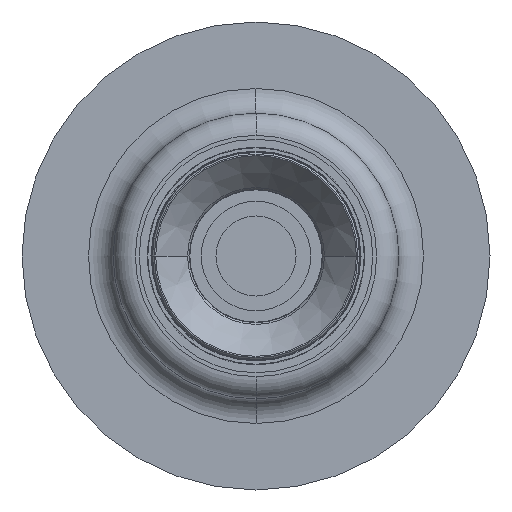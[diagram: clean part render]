
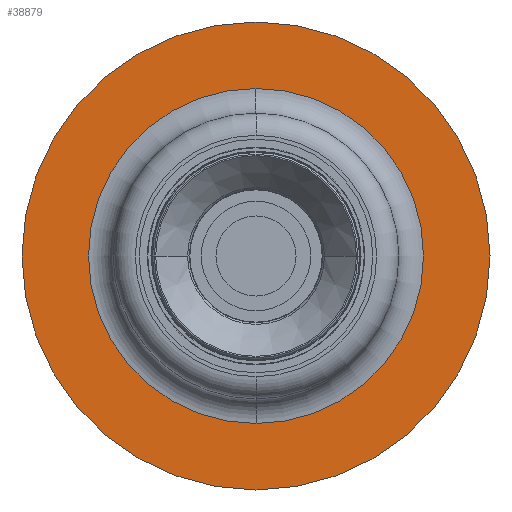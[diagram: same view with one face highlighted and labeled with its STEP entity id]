
A CAD part, front view. The second image highlights one B-rep face of the part: STEP entity #38879.
In plain terms, the highlighted planar face has unit normal (0, -1, 0).
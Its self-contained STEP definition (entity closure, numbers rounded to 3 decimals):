
#14545=CARTESIAN_POINT('',(0.,16.,0.));
#14546=DIRECTION('',(0.,-1.,0.));
#14547=DIRECTION('',(0.,0.,1.));
#14548=AXIS2_PLACEMENT_3D('',#14545,#14546,#14547);
#14553=CARTESIAN_POINT('',(0.,16.,0.));
#14554=DIRECTION('',(0.,1.,0.));
#14555=DIRECTION('',(0.,0.,1.));
#14556=AXIS2_PLACEMENT_3D('',#14553,#14554,#14555);
#14561=CARTESIAN_POINT('',(0.,16.,0.));
#14562=DIRECTION('',(0.,1.,0.));
#14563=DIRECTION('',(0.,0.,-1.));
#14564=AXIS2_PLACEMENT_3D('',#14561,#14562,#14563);
#14569=CARTESIAN_POINT('',(0.,16.,0.));
#14570=DIRECTION('',(0.,1.,0.));
#14571=DIRECTION('',(0.,0.,1.));
#14572=AXIS2_PLACEMENT_3D('',#14569,#14570,#14571);
#22426=CARTESIAN_POINT('',(0.,16.,95.));
#22428=VERTEX_POINT('',#22426);
#22430=CARTESIAN_POINT('',(0.,16.,-95.));
#22432=VERTEX_POINT('',#22430);
#22441=CARTESIAN_POINT('',(0.,16.,-68.));
#22442=CARTESIAN_POINT('',(0.,16.,68.));
#22443=VERTEX_POINT('',#22441);
#22444=VERTEX_POINT('',#22442);
#38864=CARTESIAN_POINT('',(0.,16.,0.));
#38865=DIRECTION('',(0.,-1.,0.));
#38866=DIRECTION('',(0.,0.,1.));
#38867=AXIS2_PLACEMENT_3D('',#38864,#38865,#38866);
#38868=PLANE('',#38867);
#38869=ORIENTED_EDGE('',*,*,#38857,.F.);
#38870=ORIENTED_EDGE('',*,*,#38846,.T.);
#38871=EDGE_LOOP('',(#38869,#38870));
#38872=FACE_OUTER_BOUND('',#38871,.F.);
#38874=ORIENTED_EDGE('',*,*,#38873,.F.);
#38876=ORIENTED_EDGE('',*,*,#38875,.F.);
#38877=EDGE_LOOP('',(#38874,#38876));
#38878=FACE_BOUND('',#38877,.F.);
#14549=CIRCLE('',#14548,95.);
#14557=CIRCLE('',#14556,95.);
#14565=CIRCLE('',#14564,68.);
#14573=CIRCLE('',#14572,68.);
#38846=EDGE_CURVE('',#22428,#22432,#14557,.T.);
#38857=EDGE_CURVE('',#22428,#22432,#14549,.T.);
#38873=EDGE_CURVE('',#22443,#22444,#14565,.T.);
#38875=EDGE_CURVE('',#22444,#22443,#14573,.T.);
#38879=ADVANCED_FACE('',(#38872,#38878),#38868,.T.);
